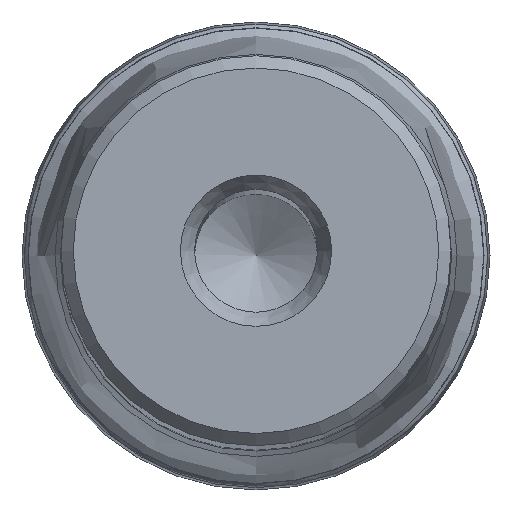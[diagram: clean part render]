
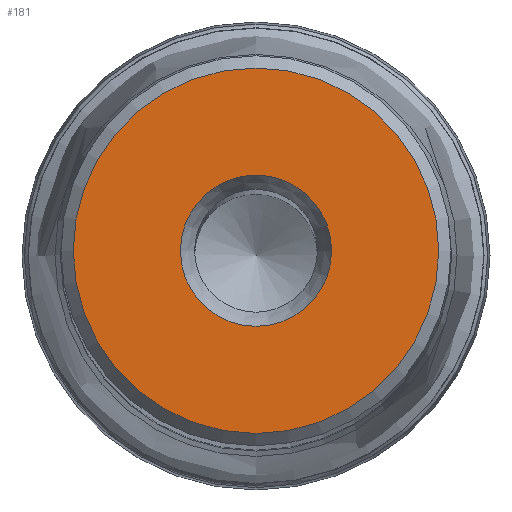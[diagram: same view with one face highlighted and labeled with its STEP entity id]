
A CAD part, top view. The second image highlights one B-rep face of the part: STEP entity #181.
In plain terms, the highlighted planar face has unit normal (0, 0, 1).
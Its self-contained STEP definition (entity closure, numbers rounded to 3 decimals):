
#177=PLANE('',#772);
#181=ADVANCED_FACE('',(#245,#246),#177,.T.);
#245=FACE_BOUND('',#361,.T.);
#246=FACE_BOUND('',#362,.T.);
#361=EDGE_LOOP('',(#477));
#362=EDGE_LOOP('',(#478));
#477=ORIENTED_EDGE('',*,*,#652,.T.);
#478=ORIENTED_EDGE('',*,*,#653,.T.);
#593=VERTEX_POINT('',#1054);
#594=VERTEX_POINT('',#1056);
#652=EDGE_CURVE('',#593,#593,#710,.T.);
#653=EDGE_CURVE('',#594,#594,#711,.T.);
#710=CIRCLE('',#770,6.155);
#711=CIRCLE('',#771,14.875);
#770=AXIS2_PLACEMENT_3D('',#1053,#856,#857);
#771=AXIS2_PLACEMENT_3D('',#1055,#858,#859);
#772=AXIS2_PLACEMENT_3D('',#1057,#860,#861);
#856=DIRECTION('',(0.,0.,-1.));
#857=DIRECTION('',(-1.,0.,0.));
#858=DIRECTION('',(0.,0.,1.));
#859=DIRECTION('',(1.,0.,0.));
#860=DIRECTION('',(0.,0.,1.));
#861=DIRECTION('',(1.,0.,0.));
#1053=CARTESIAN_POINT('',(0.,0.,0.));
#1054=CARTESIAN_POINT('',(-6.155,0.,0.));
#1055=CARTESIAN_POINT('',(0.,0.,0.));
#1056=CARTESIAN_POINT('',(14.875,0.,0.));
#1057=CARTESIAN_POINT('',(15.875,0.,0.));
